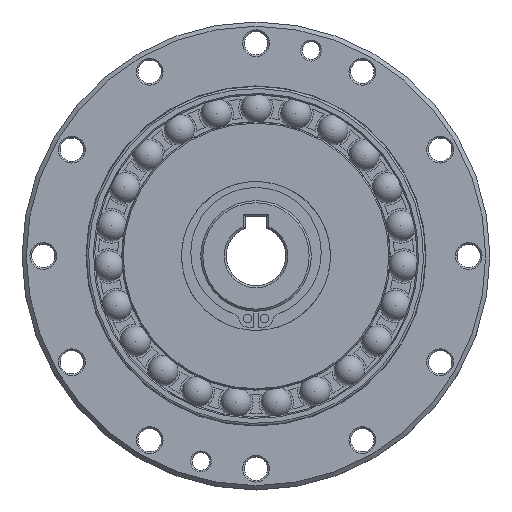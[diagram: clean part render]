
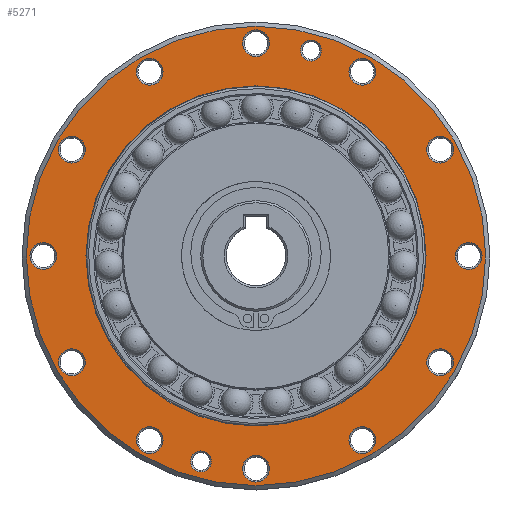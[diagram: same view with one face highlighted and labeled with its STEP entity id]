
A CAD part, top view. The second image highlights one B-rep face of the part: STEP entity #5271.
In plain terms, the highlighted planar face has unit normal (0, 0, 1).
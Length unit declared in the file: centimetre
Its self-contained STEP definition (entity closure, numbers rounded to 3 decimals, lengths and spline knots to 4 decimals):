
#771=FACE_BOUND($,#1619,.T.);
#772=FACE_BOUND($,#1620,.T.);
#773=FACE_BOUND($,#1621,.T.);
#774=FACE_BOUND($,#1622,.T.);
#775=FACE_BOUND($,#1623,.T.);
#776=FACE_BOUND($,#1624,.T.);
#777=FACE_BOUND($,#1625,.T.);
#778=FACE_BOUND($,#1626,.T.);
#779=FACE_BOUND($,#1627,.T.);
#780=FACE_BOUND($,#1628,.T.);
#781=FACE_BOUND($,#1629,.T.);
#782=FACE_BOUND($,#1630,.T.);
#783=FACE_BOUND($,#1631,.T.);
#784=FACE_BOUND($,#1632,.T.);
#785=FACE_BOUND($,#1633,.T.);
#786=FACE_BOUND($,#1634,.T.);
#924=PLANE($,#6063);
#1619=EDGE_LOOP($,(#4579));
#1620=EDGE_LOOP($,(#4580));
#1621=EDGE_LOOP($,(#4581));
#1622=EDGE_LOOP($,(#4582));
#1623=EDGE_LOOP($,(#4583));
#1624=EDGE_LOOP($,(#4584));
#1625=EDGE_LOOP($,(#4585));
#1626=EDGE_LOOP($,(#4586));
#1627=EDGE_LOOP($,(#4587));
#1628=EDGE_LOOP($,(#4588));
#1629=EDGE_LOOP($,(#4589));
#1630=EDGE_LOOP($,(#4590));
#1631=EDGE_LOOP($,(#4591));
#1632=EDGE_LOOP($,(#4592));
#1633=EDGE_LOOP($,(#4593));
#1634=EDGE_LOOP($,(#4594));
#2234=CIRCLE($,#6062,3.9974);
#2235=CIRCLE($,#6064,0.315);
#2236=CIRCLE($,#6065,0.315);
#2237=CIRCLE($,#6066,0.315);
#2238=CIRCLE($,#6067,0.315);
#2239=CIRCLE($,#6068,0.315);
#2240=CIRCLE($,#6069,0.315);
#2241=CIRCLE($,#6070,0.315);
#2242=CIRCLE($,#6071,0.315);
#2243=CIRCLE($,#6072,0.315);
#2244=CIRCLE($,#6073,0.315);
#2245=CIRCLE($,#6074,0.315);
#2246=CIRCLE($,#6075,0.315);
#2247=CIRCLE($,#6076,0.2467);
#2248=CIRCLE($,#6077,0.2467);
#2249=CIRCLE($,#6078,5.4);
#2685=VERTEX_POINT($,#9293);
#2686=VERTEX_POINT($,#9296);
#2687=VERTEX_POINT($,#9298);
#2688=VERTEX_POINT($,#9300);
#2689=VERTEX_POINT($,#9302);
#2690=VERTEX_POINT($,#9304);
#2691=VERTEX_POINT($,#9306);
#2692=VERTEX_POINT($,#9308);
#2693=VERTEX_POINT($,#9310);
#2694=VERTEX_POINT($,#9312);
#2695=VERTEX_POINT($,#9314);
#2696=VERTEX_POINT($,#9316);
#2697=VERTEX_POINT($,#9318);
#2698=VERTEX_POINT($,#9320);
#2699=VERTEX_POINT($,#9322);
#2700=VERTEX_POINT($,#9324);
#3326=EDGE_CURVE($,#2685,#2685,#2234,.T.);
#3327=EDGE_CURVE($,#2686,#2686,#2235,.T.);
#3328=EDGE_CURVE($,#2687,#2687,#2236,.T.);
#3329=EDGE_CURVE($,#2688,#2688,#2237,.T.);
#3330=EDGE_CURVE($,#2689,#2689,#2238,.T.);
#3331=EDGE_CURVE($,#2690,#2690,#2239,.T.);
#3332=EDGE_CURVE($,#2691,#2691,#2240,.T.);
#3333=EDGE_CURVE($,#2692,#2692,#2241,.T.);
#3334=EDGE_CURVE($,#2693,#2693,#2242,.T.);
#3335=EDGE_CURVE($,#2694,#2694,#2243,.T.);
#3336=EDGE_CURVE($,#2695,#2695,#2244,.T.);
#3337=EDGE_CURVE($,#2696,#2696,#2245,.T.);
#3338=EDGE_CURVE($,#2697,#2697,#2246,.T.);
#3339=EDGE_CURVE($,#2698,#2698,#2247,.T.);
#3340=EDGE_CURVE($,#2699,#2699,#2248,.T.);
#3341=EDGE_CURVE($,#2700,#2700,#2249,.T.);
#4579=ORIENTED_EDGE($,*,*,#3327,.F.);
#4580=ORIENTED_EDGE($,*,*,#3328,.F.);
#4581=ORIENTED_EDGE($,*,*,#3329,.F.);
#4582=ORIENTED_EDGE($,*,*,#3330,.F.);
#4583=ORIENTED_EDGE($,*,*,#3331,.F.);
#4584=ORIENTED_EDGE($,*,*,#3332,.F.);
#4585=ORIENTED_EDGE($,*,*,#3333,.F.);
#4586=ORIENTED_EDGE($,*,*,#3334,.F.);
#4587=ORIENTED_EDGE($,*,*,#3335,.F.);
#4588=ORIENTED_EDGE($,*,*,#3336,.F.);
#4589=ORIENTED_EDGE($,*,*,#3337,.F.);
#4590=ORIENTED_EDGE($,*,*,#3338,.F.);
#4591=ORIENTED_EDGE($,*,*,#3339,.F.);
#4592=ORIENTED_EDGE($,*,*,#3340,.F.);
#4593=ORIENTED_EDGE($,*,*,#3341,.F.);
#4594=ORIENTED_EDGE($,*,*,#3326,.T.);
#5271=ADVANCED_FACE($,(#771,#772,#773,#774,#775,#776,#777,#778,#779,#780,
#781,#782,#783,#784,#785,#786),#924,.T.);
#6062=AXIS2_PLACEMENT_3D($,#9294,#7746,#7747);
#6063=AXIS2_PLACEMENT_3D($,#9295,#7748,#7749);
#6064=AXIS2_PLACEMENT_3D($,#9297,#7750,#7751);
#6065=AXIS2_PLACEMENT_3D($,#9299,#7752,#7753);
#6066=AXIS2_PLACEMENT_3D($,#9301,#7754,#7755);
#6067=AXIS2_PLACEMENT_3D($,#9303,#7756,#7757);
#6068=AXIS2_PLACEMENT_3D($,#9305,#7758,#7759);
#6069=AXIS2_PLACEMENT_3D($,#9307,#7760,#7761);
#6070=AXIS2_PLACEMENT_3D($,#9309,#7762,#7763);
#6071=AXIS2_PLACEMENT_3D($,#9311,#7764,#7765);
#6072=AXIS2_PLACEMENT_3D($,#9313,#7766,#7767);
#6073=AXIS2_PLACEMENT_3D($,#9315,#7768,#7769);
#6074=AXIS2_PLACEMENT_3D($,#9317,#7770,#7771);
#6075=AXIS2_PLACEMENT_3D($,#9319,#7772,#7773);
#6076=AXIS2_PLACEMENT_3D($,#9321,#7774,#7775);
#6077=AXIS2_PLACEMENT_3D($,#9323,#7776,#7777);
#6078=AXIS2_PLACEMENT_3D($,#9325,#7778,#7779);
#7746=DIRECTION('center_axis',(0.,0.,-1.));
#7747=DIRECTION('ref_axis',(1.,0.,0.));
#7748=DIRECTION('center_axis',(0.,0.,1.));
#7749=DIRECTION('ref_axis',(1.,0.,0.));
#7750=DIRECTION('center_axis',(0.,0.,1.));
#7751=DIRECTION('ref_axis',(-1.,0.,0.));
#7752=DIRECTION('center_axis',(0.,0.,1.));
#7753=DIRECTION('ref_axis',(-1.,0.,0.));
#7754=DIRECTION('center_axis',(0.,0.,1.));
#7755=DIRECTION('ref_axis',(-1.,0.,0.));
#7756=DIRECTION('center_axis',(0.,0.,1.));
#7757=DIRECTION('ref_axis',(-1.,0.,0.));
#7758=DIRECTION('center_axis',(0.,0.,1.));
#7759=DIRECTION('ref_axis',(-1.,0.,0.));
#7760=DIRECTION('center_axis',(0.,0.,1.));
#7761=DIRECTION('ref_axis',(-1.,0.,0.));
#7762=DIRECTION('center_axis',(0.,0.,1.));
#7763=DIRECTION('ref_axis',(-1.,0.,0.));
#7764=DIRECTION('center_axis',(0.,0.,1.));
#7765=DIRECTION('ref_axis',(-1.,0.,0.));
#7766=DIRECTION('center_axis',(0.,0.,1.));
#7767=DIRECTION('ref_axis',(-1.,0.,0.));
#7768=DIRECTION('center_axis',(0.,0.,1.));
#7769=DIRECTION('ref_axis',(-1.,0.,0.));
#7770=DIRECTION('center_axis',(0.,0.,1.));
#7771=DIRECTION('ref_axis',(-1.,0.,0.));
#7772=DIRECTION('center_axis',(0.,0.,1.));
#7773=DIRECTION('ref_axis',(-1.,0.,0.));
#7774=DIRECTION('center_axis',(0.,0.,1.));
#7775=DIRECTION('ref_axis',(-1.,0.,0.));
#7776=DIRECTION('center_axis',(0.,0.,1.));
#7777=DIRECTION('ref_axis',(-1.,0.,0.));
#7778=DIRECTION('center_axis',(0.,0.,-1.));
#7779=DIRECTION('ref_axis',(0.,-1.,0.));
#9293=CARTESIAN_POINT('',(0.,-3.9974,0.));
#9294=CARTESIAN_POINT('Origin',(0.,0.,0.));
#9295=CARTESIAN_POINT('Origin',(0.,-4.056,0.));
#9296=CARTESIAN_POINT('',(-4.685,0.,0.));
#9297=CARTESIAN_POINT('Origin',(-5.,0.,0.));
#9298=CARTESIAN_POINT('',(-4.0151,2.5,0.));
#9299=CARTESIAN_POINT('Origin',(-4.3301,2.5,0.));
#9300=CARTESIAN_POINT('',(-2.185,4.3301,0.));
#9301=CARTESIAN_POINT('Origin',(-2.5,4.3301,0.));
#9302=CARTESIAN_POINT('',(0.315,5.,0.));
#9303=CARTESIAN_POINT('Origin',(0.,5.,0.));
#9304=CARTESIAN_POINT('',(2.815,4.3301,0.));
#9305=CARTESIAN_POINT('Origin',(2.5,4.3301,0.));
#9306=CARTESIAN_POINT('',(4.6451,2.5,0.));
#9307=CARTESIAN_POINT('Origin',(4.3301,2.5,0.));
#9308=CARTESIAN_POINT('',(5.315,0.,0.));
#9309=CARTESIAN_POINT('Origin',(5.,0.,0.));
#9310=CARTESIAN_POINT('',(4.6451,-2.5,0.));
#9311=CARTESIAN_POINT('Origin',(4.3301,-2.5,0.));
#9312=CARTESIAN_POINT('',(2.815,-4.3301,0.));
#9313=CARTESIAN_POINT('Origin',(2.5,-4.3301,0.));
#9314=CARTESIAN_POINT('',(0.315,-5.,0.));
#9315=CARTESIAN_POINT('Origin',(0.,-5.,0.));
#9316=CARTESIAN_POINT('',(-2.185,-4.3301,0.));
#9317=CARTESIAN_POINT('Origin',(-2.5,-4.3301,0.));
#9318=CARTESIAN_POINT('',(-4.0151,-2.5,0.));
#9319=CARTESIAN_POINT('Origin',(-4.3301,-2.5,0.));
#9320=CARTESIAN_POINT('',(-1.0474,-4.8296,0.));
#9321=CARTESIAN_POINT('Origin',(-1.2941,-4.8296,0.));
#9322=CARTESIAN_POINT('',(1.5408,4.8296,0.));
#9323=CARTESIAN_POINT('Origin',(1.2941,4.8296,0.));
#9324=CARTESIAN_POINT('',(0.,5.4,0.));
#9325=CARTESIAN_POINT('Origin',(0.,0.,0.));
